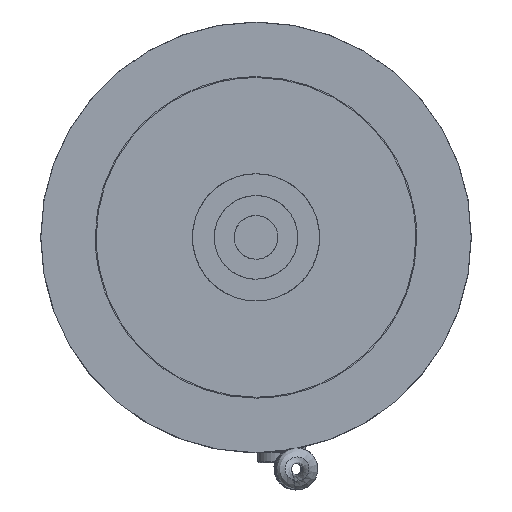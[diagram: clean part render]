
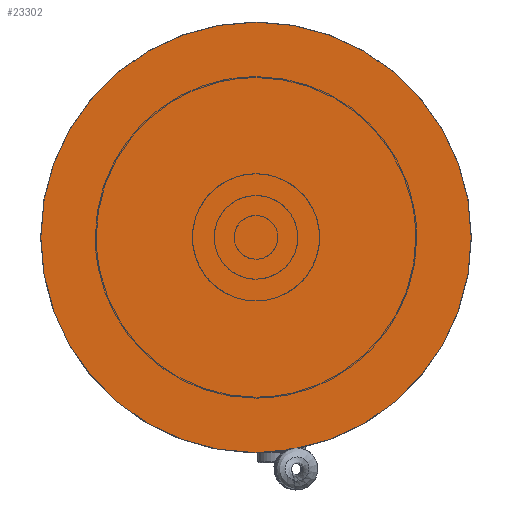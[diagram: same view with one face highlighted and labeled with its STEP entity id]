
A CAD part, left-side view. The second image highlights one B-rep face of the part: STEP entity #23302.
In plain terms, the highlighted planar face has unit normal (-1, 0, 0).
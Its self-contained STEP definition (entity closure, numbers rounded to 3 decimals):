
#1545 = DIRECTION ( 'NONE',  ( 0., 1., 0. ) ) ;
#5459 = PLANE ( 'NONE',  #15665 ) ;
#6550 = CARTESIAN_POINT ( 'NONE',  ( -4.038, 59.25, 0. ) ) ;
#13550 = DIRECTION ( 'NONE',  ( 0., -1., 0. ) ) ;
#15665 = AXIS2_PLACEMENT_3D ( 'NONE', #27051, #51928, #1545 ) ;
#17172 = AXIS2_PLACEMENT_3D ( 'NONE', #54429, #41787, #29777 ) ;
#17288 = ORIENTED_EDGE ( 'NONE', *, *, #46138, .F. ) ;
#21654 = CIRCLE ( 'NONE', #38746, 59.25 ) ;
#23302 = ADVANCED_FACE ( 'NONE', ( #27182 ), #5459, .F. ) ;
#27051 = CARTESIAN_POINT ( 'NONE',  ( -4.038, 0., 0. ) ) ;
#27182 = FACE_OUTER_BOUND ( 'NONE', #52755, .T. ) ;
#28647 = VERTEX_POINT ( 'NONE', #6550 ) ;
#29777 = DIRECTION ( 'NONE',  ( 0., -1., 0. ) ) ;
#35577 = DIRECTION ( 'NONE',  ( 1., 0., 0. ) ) ;
#38746 = AXIS2_PLACEMENT_3D ( 'NONE', #51775, #35577, #13550 ) ;
#38781 = CIRCLE ( 'NONE', #17172, 59.25 ) ;
#40551 = VERTEX_POINT ( 'NONE', #50269 ) ;
#41787 = DIRECTION ( 'NONE',  ( 1., 0., 0. ) ) ;
#43250 = EDGE_CURVE ( 'NONE', #28647, #40551, #21654, .T. ) ;
#46045 = ORIENTED_EDGE ( 'NONE', *, *, #43250, .F. ) ;
#46138 = EDGE_CURVE ( 'NONE', #40551, #28647, #38781, .T. ) ;
#50269 = CARTESIAN_POINT ( 'NONE',  ( -4.038, -59.25, 0. ) ) ;
#51775 = CARTESIAN_POINT ( 'NONE',  ( -4.038, 0., 0. ) ) ;
#51928 = DIRECTION ( 'NONE',  ( 1., 0., 0. ) ) ;
#52755 = EDGE_LOOP ( 'NONE', ( #17288, #46045 ) ) ;
#54429 = CARTESIAN_POINT ( 'NONE',  ( -4.038, 0., 0. ) ) ;
